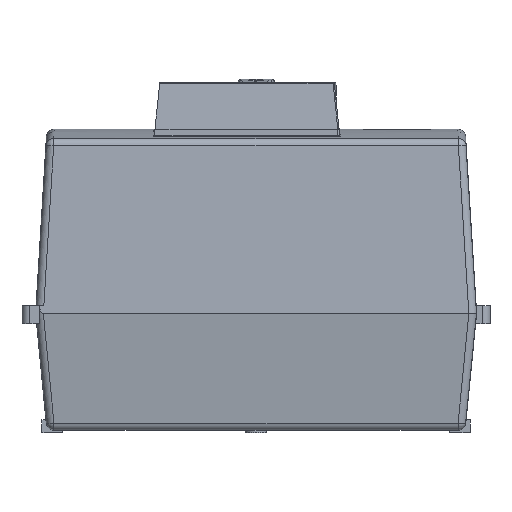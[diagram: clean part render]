
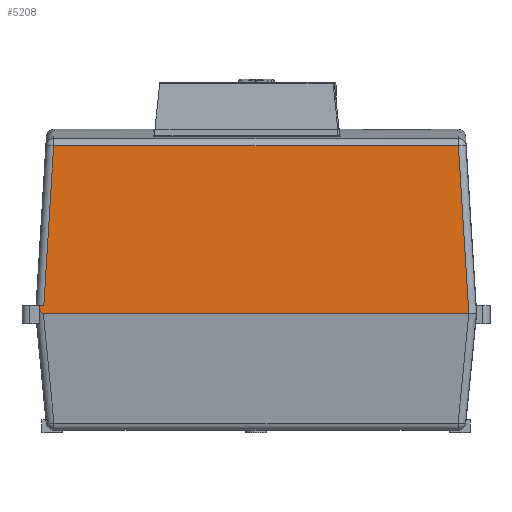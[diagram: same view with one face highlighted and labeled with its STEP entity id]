
A CAD part, left-side view. The second image highlights one B-rep face of the part: STEP entity #5208.
In plain terms, the highlighted face is planar.
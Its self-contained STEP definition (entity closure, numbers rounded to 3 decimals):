
#196=(
BOUNDED_CURVE()
B_SPLINE_CURVE(3,(#21674,#21675,#21676,#21677),.UNSPECIFIED.,.F.,.F.)
B_SPLINE_CURVE_WITH_KNOTS((4,4),(0.,1.),.UNSPECIFIED.)
CURVE()
GEOMETRIC_REPRESENTATION_ITEM()
RATIONAL_B_SPLINE_CURVE((1.,0.984,0.984,1.))
REPRESENTATION_ITEM('')
);
#4696=PLANE('',#14348);
#5208=ADVANCED_FACE('NONE',(#5945),#4696,.T.);
#5945=FACE_OUTER_BOUND('',#6536,.T.);
#6536=EDGE_LOOP('',(#8954,#8955,#8956,#8957,#8958,#8959,#8960));
#8954=ORIENTED_EDGE('',*,*,#11741,.F.);
#8955=ORIENTED_EDGE('',*,*,#11916,.T.);
#8956=ORIENTED_EDGE('',*,*,#11874,.F.);
#8957=ORIENTED_EDGE('',*,*,#11692,.T.);
#8958=ORIENTED_EDGE('',*,*,#11701,.T.);
#8959=ORIENTED_EDGE('',*,*,#11710,.T.);
#8960=ORIENTED_EDGE('',*,*,#11742,.T.);
#10496=VERTEX_POINT('',#20866);
#10498=VERTEX_POINT('',#20872);
#10505=VERTEX_POINT('',#20926);
#10510=VERTEX_POINT('',#20975);
#10531=VERTEX_POINT('',#21230);
#10532=VERTEX_POINT('',#21235);
#10614=VERTEX_POINT('',#21557);
#11692=EDGE_CURVE('NONE',#10496,#10498,#12789,.T.);
#11701=EDGE_CURVE('NONE',#10498,#10505,#12790,.T.);
#11710=EDGE_CURVE('NONE',#10505,#10510,#12792,.T.);
#11741=EDGE_CURVE('NONE',#10532,#10531,#12803,.T.);
#11742=EDGE_CURVE('NONE',#10510,#10531,#12804,.T.);
#11874=EDGE_CURVE('NONE',#10496,#10614,#12911,.T.);
#11916=EDGE_CURVE('NONE',#10532,#10614,#196,.T.);
#12789=LINE('',#20873,#13536);
#12790=LINE('',#20927,#13537);
#12792=LINE('',#20977,#13539);
#12803=LINE('',#21236,#13550);
#12804=LINE('',#21238,#13551);
#12911=LINE('',#21556,#13658);
#13536=VECTOR('',#16005,1.);
#13537=VECTOR('',#16018,1.);
#13539=VECTOR('',#16028,1.);
#13550=VECTOR('',#16065,1.);
#13551=VECTOR('',#16068,1.);
#13658=VECTOR('',#16279,1.);
#14348=AXIS2_PLACEMENT_3D('',#21678,#16355,#16356);
#16005=DIRECTION('',(-0.034,0.997,0.074));
#16018=DIRECTION('',(0.259,0.,0.966));
#16028=DIRECTION('',(0.066,-0.997,0.046));
#16065=DIRECTION('',(-0.05,0.999,0.013));
#16068=DIRECTION('',(0.259,0.,0.966));
#16279=DIRECTION('',(0.259,0.,0.966));
#16355=DIRECTION('',(0.965,0.052,-0.258));
#16356=DIRECTION('',(-0.259,0.,-0.966));
#20866=CARTESIAN_POINT('',(28.103,-19.67,86.558));
#20872=CARTESIAN_POINT('',(25.929,44.874,91.329));
#20873=CARTESIAN_POINT('',(25.854,47.108,91.494));
#20926=CARTESIAN_POINT('',(66.306,44.874,242.02));
#20927=CARTESIAN_POINT('',(17.314,44.874,59.176));
#20975=CARTESIAN_POINT('',(70.356,-16.67,244.844));
#20977=CARTESIAN_POINT('',(70.368,-16.853,244.853));
#21230=CARTESIAN_POINT('',(70.785,-16.67,246.446));
#21235=CARTESIAN_POINT('',(70.843,-17.841,246.431));
#21236=CARTESIAN_POINT('',(67.391,51.33,247.356));
#21238=CARTESIAN_POINT('',(71.759,-16.67,250.083));
#21556=CARTESIAN_POINT('',(20.535,-19.67,58.313));
#21557=CARTESIAN_POINT('',(70.556,-19.67,244.994));
#21674=CARTESIAN_POINT('',(70.843,-17.841,246.431));
#21675=CARTESIAN_POINT('',(70.769,-19.05,245.913));
#21676=CARTESIAN_POINT('',(70.672,-19.67,245.426));
#21677=CARTESIAN_POINT('',(70.556,-19.67,244.994));
#21678=CARTESIAN_POINT('',(16.991,51.33,59.263));
